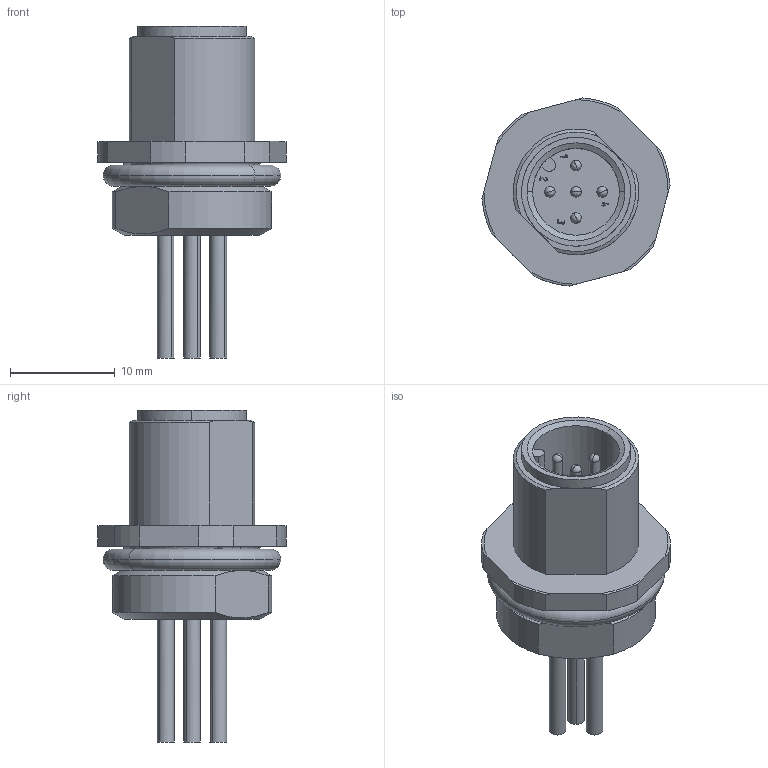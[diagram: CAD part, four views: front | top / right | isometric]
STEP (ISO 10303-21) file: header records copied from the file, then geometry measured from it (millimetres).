
FILE_DESCRIPTION(('CATIA V5 STEP Exchange','CAx-IF Rec.Pracs.--- Model Styling and Organization---1.5--- 2016-08-15','CAx-IF Rec.Pracs.---Supplemental Geometry---1.0---2011-11-01','CAx-IF Rec.Pracs.--- Composite Materials ---1.1---2010-07-15'),'2;1');
FILE_NAME ('012352-1_0', '2025-11-13T07:24:50+00:00', ('none'), ('Weidmueller'), 'CATIA Version 5-6 Release 2024 SP4', 'CATIA V5 STEP AP214 v3', 'none');
FILE_SCHEMA(('AUTOMOTIVE_DESIGN { 1 0 10303 214 1 1 1 1 }'));
Length unit declared in the file: millimetre
Products named in the file (1): 1353790000
Bounding box: 17.95 x 17.95 x 31.7 mm (x, y, z)
Volume: 2459.9 mm3; surface area: 2430.4 mm2
Topology: 1 solids, 2 shells, 173 faces, 464 edges, 293 vertices
Faces by surface type: extrusion 52, cylinder 46, plane 41, cone 16, sphere 10, torus 6, bspline 2
Entity records: 6741 total; most frequent: CARTESIAN_POINT 2744, ORIENTED_EDGE 888, DIRECTION 552, EDGE_CURVE 444, VERTEX_POINT 293, VECTOR 226, B_SPLINE_CURVE_WITH_KNOTS 217, AXIS2_PLACEMENT_3D 212
